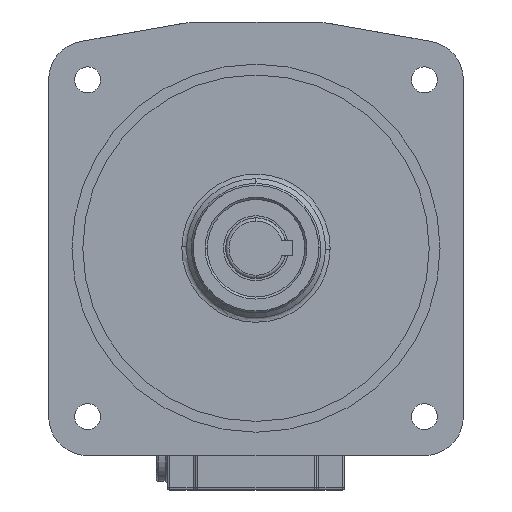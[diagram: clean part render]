
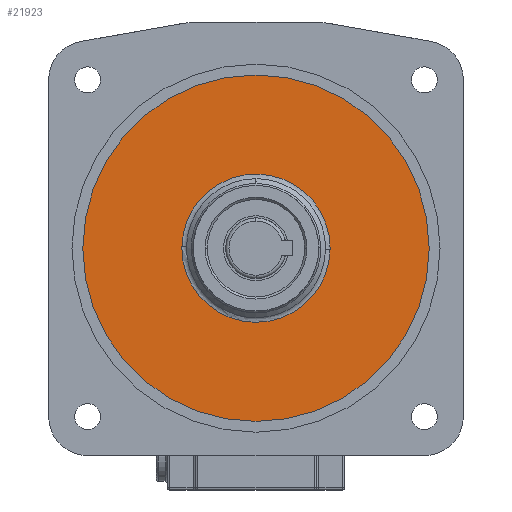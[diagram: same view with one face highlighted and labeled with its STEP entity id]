
A CAD part, front view. The second image highlights one B-rep face of the part: STEP entity #21923.
In plain terms, the highlighted planar face has unit normal (0, -1, 0).
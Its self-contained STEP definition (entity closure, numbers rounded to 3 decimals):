
#117 = EDGE_LOOP ( 'NONE', ( #31784, #10866, #22486, #19844 ) ) ;
#300 = AXIS2_PLACEMENT_3D ( 'NONE', #16953, #24539, #27037 ) ;
#325 = DIRECTION ( 'NONE',  ( 1., 0., 0. ) ) ;
#1465 = DIRECTION ( 'NONE',  ( 0., 1., 0. ) ) ;
#1490 = CARTESIAN_POINT ( 'NONE',  ( 0., 0., -20.8 ) ) ;
#3132 = EDGE_CURVE ( 'NONE', #22795, #28370, #8789, .T. ) ;
#3796 = FACE_BOUND ( 'NONE', #117, .T. ) ;
#3916 = EDGE_CURVE ( 'NONE', #13708, #20056, #11409, .T. ) ;
#5612 = CIRCLE ( 'NONE', #300, 80. ) ;
#5623 = EDGE_LOOP ( 'NONE', ( #29603, #24873 ) ) ;
#6581 = EDGE_CURVE ( 'NONE', #30525, #21759, #5612, .T. ) ;
#7649 = AXIS2_PLACEMENT_3D ( 'NONE', #16554, #1465, #13402 ) ;
#8309 = DIRECTION ( 'NONE',  ( -1., 0., 0. ) ) ;
#8624 = EDGE_CURVE ( 'NONE', #22795, #20056, #17844, .T. ) ;
#8789 = CIRCLE ( 'NONE', #16245, 34.242 ) ;
#9090 = FACE_OUTER_BOUND ( 'NONE', #5623, .T. ) ;
#10866 = ORIENTED_EDGE ( 'NONE', *, *, #3132, .F. ) ;
#11409 = CIRCLE ( 'NONE', #29922, 34.242 ) ;
#12106 = CIRCLE ( 'NONE', #23740, 34.243 ) ;
#13402 = DIRECTION ( 'NONE',  ( 1., 0., 0. ) ) ;
#13708 = VERTEX_POINT ( 'NONE', #16577 ) ;
#13903 = PLANE ( 'NONE',  #7649 ) ;
#14135 = AXIS2_PLACEMENT_3D ( 'NONE', #18072, #28337, #8309 ) ;
#14158 = CARTESIAN_POINT ( 'NONE',  ( 0., 0., -100.8 ) ) ;
#14407 = CARTESIAN_POINT ( 'NONE',  ( -34.235, 0., -20.08 ) ) ;
#14452 = CIRCLE ( 'NONE', #18695, 80. ) ;
#16245 = AXIS2_PLACEMENT_3D ( 'NONE', #32285, #25147, #17385 ) ;
#16554 = CARTESIAN_POINT ( 'NONE',  ( 0., 0., 0. ) ) ;
#16577 = CARTESIAN_POINT ( 'NONE',  ( 34.242, 0., -20.806 ) ) ;
#16748 = DIRECTION ( 'NONE',  ( 0., 1., 0. ) ) ;
#16953 = CARTESIAN_POINT ( 'NONE',  ( 0., 0., -20.8 ) ) ;
#17385 = DIRECTION ( 'NONE',  ( -1., 0., 0. ) ) ;
#17501 = EDGE_CURVE ( 'NONE', #13708, #28370, #12106, .T. ) ;
#17844 = CIRCLE ( 'NONE', #14135, 34.243 ) ;
#18072 = CARTESIAN_POINT ( 'NONE',  ( 0., 0., -20.8 ) ) ;
#18695 = AXIS2_PLACEMENT_3D ( 'NONE', #1490, #16748, #22168 ) ;
#18949 = CARTESIAN_POINT ( 'NONE',  ( 0., 0., 59.2 ) ) ;
#19844 = ORIENTED_EDGE ( 'NONE', *, *, #3916, .F. ) ;
#20056 = VERTEX_POINT ( 'NONE', #14407 ) ;
#21025 = DIRECTION ( 'NONE',  ( 0., 1., 0. ) ) ;
#21183 = EDGE_CURVE ( 'NONE', #21759, #30525, #14452, .T. ) ;
#21615 = DIRECTION ( 'NONE',  ( 0., -1., 0. ) ) ;
#21759 = VERTEX_POINT ( 'NONE', #14158 ) ;
#21923 = ADVANCED_FACE ( 'NONE', ( #9090, #3796 ), #13903, .F. ) ;
#22168 = DIRECTION ( 'NONE',  ( 0., 0., -1. ) ) ;
#22202 = CARTESIAN_POINT ( 'NONE',  ( 34.235, 0., -21.522 ) ) ;
#22486 = ORIENTED_EDGE ( 'NONE', *, *, #8624, .T. ) ;
#22795 = VERTEX_POINT ( 'NONE', #23579 ) ;
#23579 = CARTESIAN_POINT ( 'NONE',  ( -34.242, 0., -20.794 ) ) ;
#23740 = AXIS2_PLACEMENT_3D ( 'NONE', #28488, #21025, #325 ) ;
#23773 = CARTESIAN_POINT ( 'NONE',  ( 0., 0., -20.8 ) ) ;
#24539 = DIRECTION ( 'NONE',  ( 0., 1., 0. ) ) ;
#24873 = ORIENTED_EDGE ( 'NONE', *, *, #6581, .F. ) ;
#25147 = DIRECTION ( 'NONE',  ( 0., -1., 0. ) ) ;
#27037 = DIRECTION ( 'NONE',  ( 0., 0., 1. ) ) ;
#28337 = DIRECTION ( 'NONE',  ( 0., 1., 0. ) ) ;
#28370 = VERTEX_POINT ( 'NONE', #22202 ) ;
#28488 = CARTESIAN_POINT ( 'NONE',  ( 0., 0., -20.8 ) ) ;
#28783 = DIRECTION ( 'NONE',  ( 1., 0., 0. ) ) ;
#29603 = ORIENTED_EDGE ( 'NONE', *, *, #21183, .F. ) ;
#29922 = AXIS2_PLACEMENT_3D ( 'NONE', #23773, #21615, #28783 ) ;
#30525 = VERTEX_POINT ( 'NONE', #18949 ) ;
#31784 = ORIENTED_EDGE ( 'NONE', *, *, #17501, .T. ) ;
#32285 = CARTESIAN_POINT ( 'NONE',  ( 0., 0., -20.8 ) ) ;
